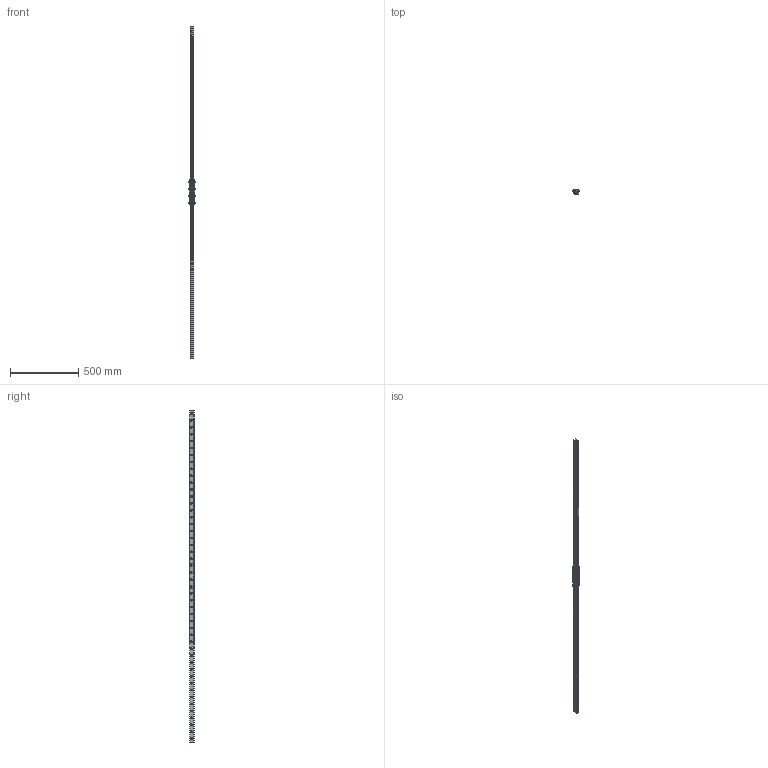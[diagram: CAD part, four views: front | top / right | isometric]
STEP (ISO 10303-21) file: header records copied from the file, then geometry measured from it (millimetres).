
FILE_DESCRIPTION((''),'2;1');
FILE_NAME('110096SS.stp','2009-11-30T16:27:23',('David Woerner'),(''),'Autodesk Inventor 2010','Autodesk Inventor 2010','');
FILE_SCHEMA(('AUTOMOTIVE_DESIGN { 1 0 10303 214 1 1 1 1 }'));
Length unit declared in the file: inch
Products named in the file (13): 110096SS (twopiece); 110048SS (~1); 110567SS; 110568SS; 9950; Unbrako UNC Hex Socket Button Cap - Inch 1/4 x 5/8; 110048SS (~2); 2980; 2981; 9804; Hexagon Socket Button Head Cap Screw - Inch 1/4 - 20 x 7/8; 9988; Hexagon Socket Button Head Cap Screw - Inch 1/4 - 20 x 1/2
Assembly tree (63 placements, depth 4):
  110096SS (twopiece)
    110048SS (~1)
      110567SS
      110568SS
      9950  x22
        Unbrako UNC Hex Socket Button Cap - Inch 1/4 x 5/8
    110048SS (~2)
      110567SS
      110568SS
      9950  x22
        Unbrako UNC Hex Socket Button Cap - Inch 1/4 x 5/8
    2980
    2981
    9804  x4
      Hexagon Socket Button Head Cap Screw - Inch 1/4 - 20 x 7/8
    9988  x4
      Hexagon Socket Button Head Cap Screw - Inch 1/4 - 20 x 1/2
Bounding box: 45.61 x 36.51 x 2438.4 mm (x, y, z)
Volume: 2223032.7 mm3; surface area: 556992.5 mm2
Topology: 58 solids, 58 shells, 1115 faces, 2465 edges, 1574 vertices
Faces by surface type: plane 520, bspline 280, cone 152, cylinder 119, torus 44
Full cylindrical faces by diameter (mm): 6.35 x52, 6.756 x4, 11.1 x52, 15.443 x1
Entity records: 8093 total; most frequent: CARTESIAN_POINT 2756, DIRECTION 987, ORIENTED_EDGE 772, EDGE_LOOP 511, AXIS2_PLACEMENT_3D 427, EDGE_CURVE 386, VERTEX_POINT 329, FACE_BOUND 280
